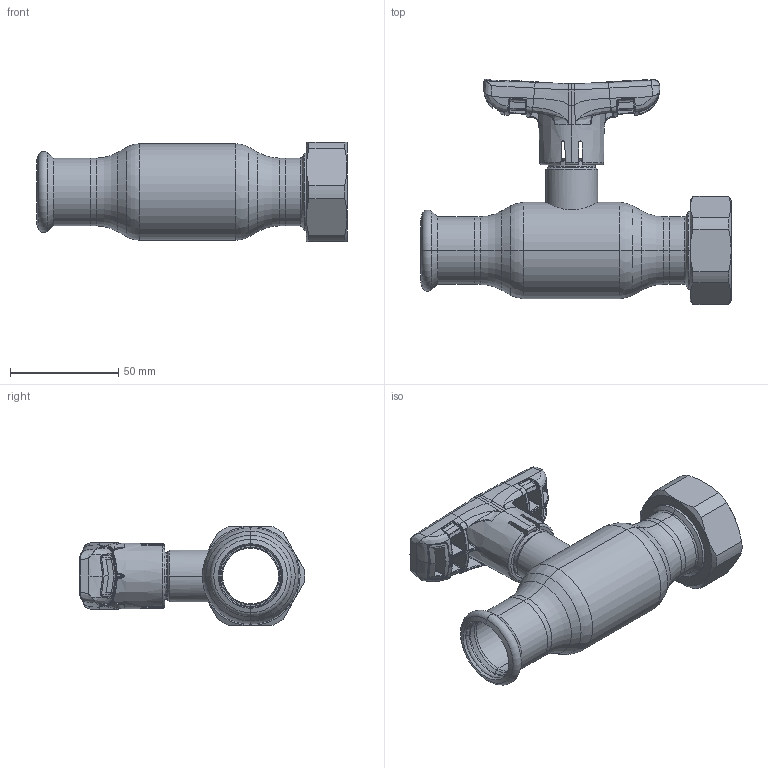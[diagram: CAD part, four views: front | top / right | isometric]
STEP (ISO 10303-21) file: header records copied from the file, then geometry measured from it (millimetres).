
FILE_DESCRIPTION (( 'STEP AP214' ), '1' );
FILE_NAME ('2025001400-0400.step', '2024-01-11T11:04:35', ( '' ), ( '' ), 'SwSTEP 2.0', 'SolidWorks 2021', '' );
FILE_SCHEMA (( 'AUTOMOTIVE_DESIGN' ));
Length unit declared in the file: millimetre
Products named in the file (1): 2025001400-0400
Bounding box: 143.52 x 104.06 x 46 mm (x, y, z)
Surface area: 42678.9 mm2 (no closed solid volume)
Topology: 0 solids, 10 shells, 645 faces, 2048 edges, 1336 vertices
Faces by surface type: bspline 481, plane 51, cylinder 50, cone 34, torus 23, sphere 6
Entity records: 57862 total; most frequent: CARTESIAN_POINT 37462, ORIENTED_EDGE 3429, EDGE_CURVE 2036, B_SPLINE_CURVE_WITH_KNOTS 1415, DIRECTION 1388, VERTEX_POINT 1333, EDGE_LOOP 656, UNCERTAINTY_MEASURE_WITH_UNIT 644
